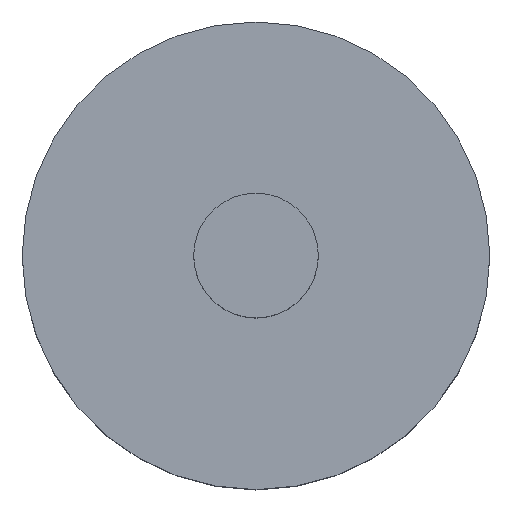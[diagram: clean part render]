
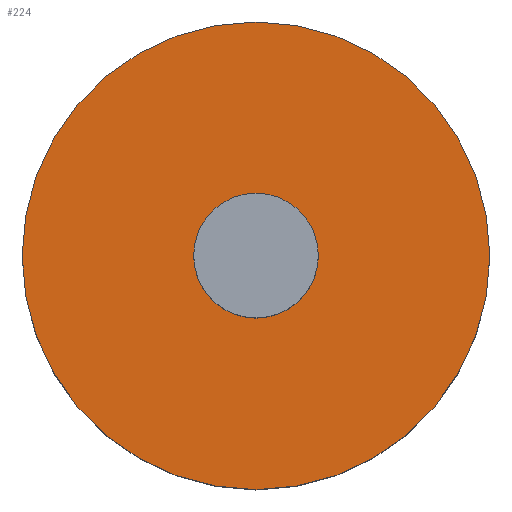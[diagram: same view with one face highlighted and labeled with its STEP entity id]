
A CAD part, top view. The second image highlights one B-rep face of the part: STEP entity #224.
In plain terms, the highlighted planar face has unit normal (0, 0, 1).
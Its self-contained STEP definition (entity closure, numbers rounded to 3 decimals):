
#4 = CARTESIAN_POINT ( 'NONE',  ( 15., 0., 13.5 ) ) ;
#15 = PLANE ( 'NONE',  #36 ) ;
#20 = CIRCLE ( 'NONE', #30, 15. ) ;
#25 = VERTEX_POINT ( 'NONE', #82 ) ;
#26 = VERTEX_POINT ( 'NONE', #4 ) ;
#30 = AXIS2_PLACEMENT_3D ( 'NONE', #83, #205, #116 ) ;
#36 = AXIS2_PLACEMENT_3D ( 'NONE', #199, #88, #183 ) ;
#38 = DIRECTION ( 'NONE',  ( 1., 0., 0. ) ) ;
#45 = ORIENTED_EDGE ( 'NONE', *, *, #127, .F. ) ;
#47 = AXIS2_PLACEMENT_3D ( 'NONE', #141, #184, #159 ) ;
#48 = AXIS2_PLACEMENT_3D ( 'NONE', #283, #152, #54 ) ;
#54 = DIRECTION ( 'NONE',  ( 1., 0., 0. ) ) ;
#82 = CARTESIAN_POINT ( 'NONE',  ( -15., 0., 13.5 ) ) ;
#83 = CARTESIAN_POINT ( 'NONE',  ( 0., 0., 13.5 ) ) ;
#85 = FACE_OUTER_BOUND ( 'NONE', #275, .T. ) ;
#88 = DIRECTION ( 'NONE',  ( 0., 0., 1. ) ) ;
#91 = ORIENTED_EDGE ( 'NONE', *, *, #204, .T. ) ;
#104 = CIRCLE ( 'NONE', #291, 15. ) ;
#112 = ORIENTED_EDGE ( 'NONE', *, *, #244, .T. ) ;
#116 = DIRECTION ( 'NONE',  ( 1., 0., 0. ) ) ;
#127 = EDGE_CURVE ( 'NONE', #170, #262, #214, .T. ) ;
#141 = CARTESIAN_POINT ( 'NONE',  ( 0., 0., 13.5 ) ) ;
#143 = EDGE_LOOP ( 'NONE', ( #157, #45 ) ) ;
#152 = DIRECTION ( 'NONE',  ( 0., 0., 1. ) ) ;
#155 = CARTESIAN_POINT ( 'NONE',  ( 4., 0., 13.5 ) ) ;
#157 = ORIENTED_EDGE ( 'NONE', *, *, #227, .F. ) ;
#159 = DIRECTION ( 'NONE',  ( 1., 0., 0. ) ) ;
#170 = VERTEX_POINT ( 'NONE', #155 ) ;
#183 = DIRECTION ( 'NONE',  ( 1., 0., 0. ) ) ;
#184 = DIRECTION ( 'NONE',  ( 0., 0., 1. ) ) ;
#199 = CARTESIAN_POINT ( 'NONE',  ( 0., 0., 13.5 ) ) ;
#203 = DIRECTION ( 'NONE',  ( 0., 0., 1. ) ) ;
#204 = EDGE_CURVE ( 'NONE', #25, #26, #104, .T. ) ;
#205 = DIRECTION ( 'NONE',  ( 0., 0., 1. ) ) ;
#206 = CIRCLE ( 'NONE', #47, 4. ) ;
#214 = CIRCLE ( 'NONE', #48, 4. ) ;
#224 = ADVANCED_FACE ( 'NONE', ( #234, #85 ), #15, .T. ) ;
#227 = EDGE_CURVE ( 'NONE', #262, #170, #206, .T. ) ;
#234 = FACE_BOUND ( 'NONE', #143, .T. ) ;
#240 = CARTESIAN_POINT ( 'NONE',  ( 0., 0., 13.5 ) ) ;
#244 = EDGE_CURVE ( 'NONE', #26, #25, #20, .T. ) ;
#262 = VERTEX_POINT ( 'NONE', #269 ) ;
#269 = CARTESIAN_POINT ( 'NONE',  ( -4., 0., 13.5 ) ) ;
#275 = EDGE_LOOP ( 'NONE', ( #91, #112 ) ) ;
#283 = CARTESIAN_POINT ( 'NONE',  ( 0., 0., 13.5 ) ) ;
#291 = AXIS2_PLACEMENT_3D ( 'NONE', #240, #203, #38 ) ;
